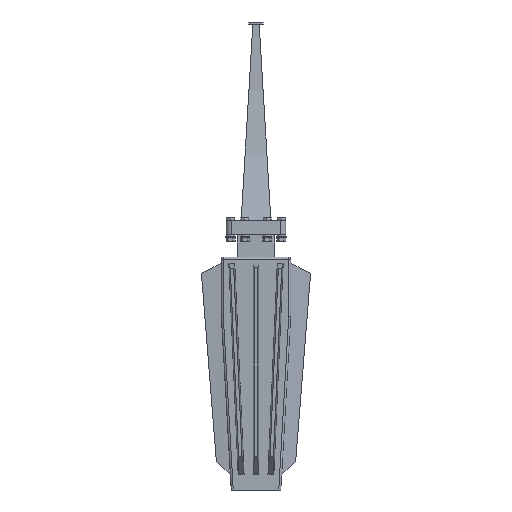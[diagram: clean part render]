
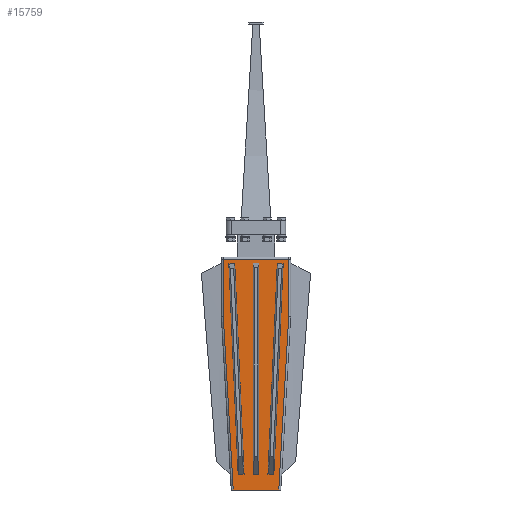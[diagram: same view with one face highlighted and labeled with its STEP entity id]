
A CAD part, left-side view. The second image highlights one B-rep face of the part: STEP entity #15759.
In plain terms, the highlighted planar face has unit normal (-1, 0, 0).
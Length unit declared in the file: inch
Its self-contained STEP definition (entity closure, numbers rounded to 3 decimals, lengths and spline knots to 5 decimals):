
#49 = LINE ( 'NONE', #11212, #10006 ) ;
#125 = CARTESIAN_POINT ( 'NONE',  ( -2.475, 0.90102, 0.77689 ) ) ;
#308 = EDGE_LOOP ( 'NONE', ( #3328, #8084, #4212, #16112 ) ) ;
#367 = DIRECTION ( 'NONE',  ( 0., -0.057, -0.998 ) ) ;
#407 = CARTESIAN_POINT ( 'NONE',  ( -2.475, -0.15, 0.8 ) ) ;
#457 = EDGE_CURVE ( 'NONE', #7157, #15234, #4634, .T. ) ;
#460 = CARTESIAN_POINT ( 'NONE',  ( -2.475, 1.37194, 11.41647 ) ) ;
#574 = ORIENTED_EDGE ( 'NONE', *, *, #2829, .T. ) ;
#763 = EDGE_CURVE ( 'NONE', #11214, #3373, #14073, .T. ) ;
#792 = EDGE_CURVE ( 'NONE', #8597, #17152, #14252, .T. ) ;
#1162 = CARTESIAN_POINT ( 'NONE',  ( -2.475, 0.15, 11.45 ) ) ;
#1216 = VECTOR ( 'NONE', #14650, 39.37008 ) ;
#1392 = ORIENTED_EDGE ( 'NONE', *, *, #14197, .T. ) ;
#1406 = LINE ( 'NONE', #11258, #11886 ) ;
#1459 = LINE ( 'NONE', #12757, #15065 ) ;
#1493 = CARTESIAN_POINT ( 'NONE',  ( -2.475, -0.60131, 0.78988 ) ) ;
#1975 = VERTEX_POINT ( 'NONE', #8990 ) ;
#2130 = LINE ( 'NONE', #10428, #8185 ) ;
#2235 = CARTESIAN_POINT ( 'NONE',  ( -2.475, -1.14609, -0.06549 ) ) ;
#2366 = DIRECTION ( 'NONE',  ( 1., 0., 0. ) ) ;
#2454 = DIRECTION ( 'NONE',  ( 0., 1., 0. ) ) ;
#2473 = VERTEX_POINT ( 'NONE', #125 ) ;
#2475 = LINE ( 'NONE', #3927, #5290 ) ;
#2717 = PLANE ( 'NONE',  #3608 ) ;
#2829 = EDGE_CURVE ( 'NONE', #5930, #12351, #49, .T. ) ;
#2936 = VERTEX_POINT ( 'NONE', #15275 ) ;
#3036 = DIRECTION ( 'NONE',  ( 0., -0.044, 0.999 ) ) ;
#3091 = EDGE_LOOP ( 'NONE', ( #9637, #12989, #17446, #11619 ) ) ;
#3202 = LINE ( 'NONE', #14050, #16000 ) ;
#3327 = DIRECTION ( 'NONE',  ( 0., -1., 0. ) ) ;
#3328 = ORIENTED_EDGE ( 'NONE', *, *, #15107, .T. ) ;
#3373 = VERTEX_POINT ( 'NONE', #13995 ) ;
#3454 = EDGE_CURVE ( 'NONE', #12351, #15499, #5947, .T. ) ;
#3608 = AXIS2_PLACEMENT_3D ( 'NONE', #8049, #2366, #2454 ) ;
#3698 = VECTOR ( 'NONE', #12843, 39.37008 ) ;
#3816 = FACE_BOUND ( 'NONE', #14043, .T. ) ;
#3927 = CARTESIAN_POINT ( 'NONE',  ( -2.475, 0.84341, 6.2598 ) ) ;
#3987 = FACE_BOUND ( 'NONE', #3091, .T. ) ;
#4052 = DIRECTION ( 'NONE',  ( 0., 0.044, 0.999 ) ) ;
#4125 = VECTOR ( 'NONE', #9862, 39.37008 ) ;
#4212 = ORIENTED_EDGE ( 'NONE', *, *, #4353, .F. ) ;
#4353 = EDGE_CURVE ( 'NONE', #2473, #6112, #14188, .T. ) ;
#4552 = DIRECTION ( 'NONE',  ( 0., -0.044, 0.999 ) ) ;
#4634 = LINE ( 'NONE', #7935, #16097 ) ;
#5133 = ORIENTED_EDGE ( 'NONE', *, *, #17223, .T. ) ;
#5290 = VECTOR ( 'NONE', #13414, 39.37008 ) ;
#5437 = EDGE_CURVE ( 'NONE', #17152, #2936, #11620, .T. ) ;
#5535 = DIRECTION ( 'NONE',  ( 0., 0., 1. ) ) ;
#5652 = DIRECTION ( 'NONE',  ( 0., -0.999, -0.044 ) ) ;
#5843 = ORIENTED_EDGE ( 'NONE', *, *, #10123, .T. ) ;
#5930 = VERTEX_POINT ( 'NONE', #11695 ) ;
#5947 = LINE ( 'NONE', #10009, #6536 ) ;
#6112 = VERTEX_POINT ( 'NONE', #13226 ) ;
#6360 = VECTOR ( 'NONE', #10270, 39.37008 ) ;
#6536 = VECTOR ( 'NONE', #10098, 39.37008 ) ;
#7059 = LINE ( 'NONE', #11411, #14535 ) ;
#7157 = VERTEX_POINT ( 'NONE', #1493 ) ;
#7276 = DIRECTION ( 'NONE',  ( 0., 0., 1. ) ) ;
#7500 = CARTESIAN_POINT ( 'NONE',  ( -2.475, 0.15, 0.8 ) ) ;
#7506 = ORIENTED_EDGE ( 'NONE', *, *, #792, .T. ) ;
#7533 = DIRECTION ( 'NONE',  ( 0., -0.999, 0.044 ) ) ;
#7935 = CARTESIAN_POINT ( 'NONE',  ( -2.475, -0.60131, 0.78988 ) ) ;
#8049 = CARTESIAN_POINT ( 'NONE',  ( -2.475, 0., 0. ) ) ;
#8084 = ORIENTED_EDGE ( 'NONE', *, *, #12180, .F. ) ;
#8185 = VECTOR ( 'NONE', #7533, 39.37008 ) ;
#8586 = CARTESIAN_POINT ( 'NONE',  ( -2.475, 1.14984, 0. ) ) ;
#8597 = VERTEX_POINT ( 'NONE', #15588 ) ;
#8674 = CARTESIAN_POINT ( 'NONE',  ( -2.475, 0.15, 0.8 ) ) ;
#8898 = VERTEX_POINT ( 'NONE', #460 ) ;
#8990 = CARTESIAN_POINT ( 'NONE',  ( -2.475, 1.07223, 11.42974 ) ) ;
#9130 = LINE ( 'NONE', #7500, #1216 ) ;
#9169 = EDGE_CURVE ( 'NONE', #16852, #13136, #9130, .T. ) ;
#9581 = EDGE_CURVE ( 'NONE', #15234, #17797, #1406, .T. ) ;
#9637 = ORIENTED_EDGE ( 'NONE', *, *, #9169, .F. ) ;
#9674 = ORIENTED_EDGE ( 'NONE', *, *, #3454, .T. ) ;
#9774 = CARTESIAN_POINT ( 'NONE',  ( -2.475, -1.37193, 11.4162 ) ) ;
#9862 = DIRECTION ( 'NONE',  ( 0., 0., 1. ) ) ;
#10006 = VECTOR ( 'NONE', #367, 39.37008 ) ;
#10009 = CARTESIAN_POINT ( 'NONE',  ( -2.475, 1.25, 0. ) ) ;
#10037 = DIRECTION ( 'NONE',  ( 0., 0., -1. ) ) ;
#10098 = DIRECTION ( 'NONE',  ( 0., -1., 0. ) ) ;
#10123 = EDGE_CURVE ( 'NONE', #15499, #8597, #14333, .T. ) ;
#10270 = DIRECTION ( 'NONE',  ( 0., -0.057, 0.998 ) ) ;
#10346 = CARTESIAN_POINT ( 'NONE',  ( -2.475, 1.75, 11.65 ) ) ;
#10428 = CARTESIAN_POINT ( 'NONE',  ( -2.475, 1.37194, 11.41647 ) ) ;
#10482 = VECTOR ( 'NONE', #5535, 39.37008 ) ;
#10627 = VECTOR ( 'NONE', #7276, 39.37008 ) ;
#11212 = CARTESIAN_POINT ( 'NONE',  ( -2.475, 1.14609, -0.06549 ) ) ;
#11214 = VERTEX_POINT ( 'NONE', #1162 ) ;
#11227 = CARTESIAN_POINT ( 'NONE',  ( -2.475, -1.14984, 0. ) ) ;
#11258 = CARTESIAN_POINT ( 'NONE',  ( -2.475, -1.14311, 6.24626 ) ) ;
#11316 = CARTESIAN_POINT ( 'NONE',  ( -2.475, -0.15, 6.275 ) ) ;
#11366 = CARTESIAN_POINT ( 'NONE',  ( -2.475, 0.15, 11.45 ) ) ;
#11407 = LINE ( 'NONE', #11316, #4125 ) ;
#11411 = CARTESIAN_POINT ( 'NONE',  ( -2.475, -0.60131, 0.78988 ) ) ;
#11619 = ORIENTED_EDGE ( 'NONE', *, *, #12396, .F. ) ;
#11620 = LINE ( 'NONE', #10346, #12770 ) ;
#11695 = CARTESIAN_POINT ( 'NONE',  ( -2.475, 1.65, 8.75285 ) ) ;
#11886 = VECTOR ( 'NONE', #3036, 39.37008 ) ;
#11914 = VECTOR ( 'NONE', #4052, 39.37008 ) ;
#12086 = ORIENTED_EDGE ( 'NONE', *, *, #13636, .T. ) ;
#12180 = EDGE_CURVE ( 'NONE', #6112, #1975, #2475, .T. ) ;
#12351 = VERTEX_POINT ( 'NONE', #8586 ) ;
#12394 = EDGE_CURVE ( 'NONE', #16852, #11214, #13940, .T. ) ;
#12396 = EDGE_CURVE ( 'NONE', #13136, #3373, #11407, .T. ) ;
#12501 = CARTESIAN_POINT ( 'NONE',  ( -2.475, -1.07223, 11.42947 ) ) ;
#12757 = CARTESIAN_POINT ( 'NONE',  ( -2.475, 1.65, 0. ) ) ;
#12770 = VECTOR ( 'NONE', #17114, 39.37008 ) ;
#12797 = EDGE_CURVE ( 'NONE', #2473, #8898, #17762, .T. ) ;
#12843 = DIRECTION ( 'NONE',  ( 0., -0.999, 0.044 ) ) ;
#12982 = VECTOR ( 'NONE', #3327, 39.37008 ) ;
#12989 = ORIENTED_EDGE ( 'NONE', *, *, #12394, .T. ) ;
#13136 = VERTEX_POINT ( 'NONE', #407 ) ;
#13226 = CARTESIAN_POINT ( 'NONE',  ( -2.475, 0.60131, 0.79015 ) ) ;
#13414 = DIRECTION ( 'NONE',  ( 0., 0.044, 0.999 ) ) ;
#13477 = FACE_OUTER_BOUND ( 'NONE', #15501, .T. ) ;
#13580 = VERTEX_POINT ( 'NONE', #12501 ) ;
#13636 = EDGE_CURVE ( 'NONE', #7157, #13580, #7059, .T. ) ;
#13940 = LINE ( 'NONE', #8674, #10482 ) ;
#13995 = CARTESIAN_POINT ( 'NONE',  ( -2.475, -0.15, 11.45 ) ) ;
#14043 = EDGE_LOOP ( 'NONE', ( #5133, #15110, #16660, #12086 ) ) ;
#14050 = CARTESIAN_POINT ( 'NONE',  ( -2.475, -1.07223, 11.42947 ) ) ;
#14073 = LINE ( 'NONE', #11366, #12982 ) ;
#14188 = LINE ( 'NONE', #15545, #3698 ) ;
#14197 = EDGE_CURVE ( 'NONE', #2936, #5930, #1459, .T. ) ;
#14252 = LINE ( 'NONE', #14342, #10627 ) ;
#14293 = DIRECTION ( 'NONE',  ( 0., -0.999, -0.044 ) ) ;
#14333 = LINE ( 'NONE', #2235, #6360 ) ;
#14342 = CARTESIAN_POINT ( 'NONE',  ( -2.475, -1.65, 0. ) ) ;
#14524 = CARTESIAN_POINT ( 'NONE',  ( -2.475, 0.15, 0.8 ) ) ;
#14535 = VECTOR ( 'NONE', #4552, 39.37008 ) ;
#14650 = DIRECTION ( 'NONE',  ( 0., -1., 0. ) ) ;
#15026 = CARTESIAN_POINT ( 'NONE',  ( -2.475, -0.90102, 0.77662 ) ) ;
#15065 = VECTOR ( 'NONE', #10037, 39.37008 ) ;
#15107 = EDGE_CURVE ( 'NONE', #8898, #1975, #2130, .T. ) ;
#15110 = ORIENTED_EDGE ( 'NONE', *, *, #9581, .F. ) ;
#15234 = VERTEX_POINT ( 'NONE', #15026 ) ;
#15275 = CARTESIAN_POINT ( 'NONE',  ( -2.475, 1.65, 11.65 ) ) ;
#15499 = VERTEX_POINT ( 'NONE', #11227 ) ;
#15501 = EDGE_LOOP ( 'NONE', ( #1392, #574, #9674, #5843, #7506, #16830 ) ) ;
#15545 = CARTESIAN_POINT ( 'NONE',  ( -2.475, 0.90102, 0.77689 ) ) ;
#15588 = CARTESIAN_POINT ( 'NONE',  ( -2.475, -1.65, 8.75285 ) ) ;
#15759 = ADVANCED_FACE ( 'NONE', ( #16172, #3816, #13477, #3987 ), #2717, .F. ) ;
#16000 = VECTOR ( 'NONE', #5652, 39.37008 ) ;
#16097 = VECTOR ( 'NONE', #14293, 39.37008 ) ;
#16112 = ORIENTED_EDGE ( 'NONE', *, *, #12797, .T. ) ;
#16172 = FACE_BOUND ( 'NONE', #308, .T. ) ;
#16409 = CARTESIAN_POINT ( 'NONE',  ( -2.475, 0.90102, 0.77689 ) ) ;
#16468 = CARTESIAN_POINT ( 'NONE',  ( -2.475, -1.65, 11.65 ) ) ;
#16660 = ORIENTED_EDGE ( 'NONE', *, *, #457, .F. ) ;
#16830 = ORIENTED_EDGE ( 'NONE', *, *, #5437, .T. ) ;
#16852 = VERTEX_POINT ( 'NONE', #14524 ) ;
#17114 = DIRECTION ( 'NONE',  ( 0., 1., 0. ) ) ;
#17152 = VERTEX_POINT ( 'NONE', #16468 ) ;
#17223 = EDGE_CURVE ( 'NONE', #13580, #17797, #3202, .T. ) ;
#17446 = ORIENTED_EDGE ( 'NONE', *, *, #763, .T. ) ;
#17762 = LINE ( 'NONE', #16409, #11914 ) ;
#17797 = VERTEX_POINT ( 'NONE', #9774 ) ;
